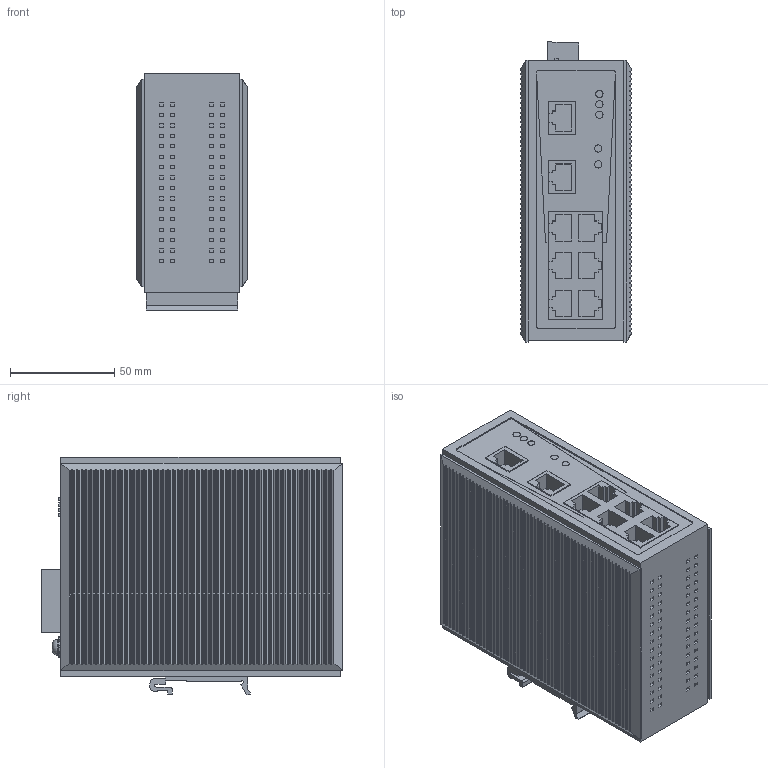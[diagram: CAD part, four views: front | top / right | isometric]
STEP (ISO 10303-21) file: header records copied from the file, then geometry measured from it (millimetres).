
FILE_DESCRIPTION(('CATIA V5 STEP Exchange','CAx-IF Rec.Pracs.--- Model Styling and Organization---1.4--- 2014-01-23'),'2;1');
FILE_NAME ('D1403873_2_1240940000_S3D_IE_SW_VL08_VL08T_8TX.stp','2020-04-01T10:57:07+00:00',('none'),('Weidmueller'),'CATIA Version 5-6 Release 2016 SP3 HF44','CATIA V5 STEP AP214','none');
FILE_SCHEMA(('AUTOMOTIVE_DESIGN { 1 0 10303 214 1 1 1 1 }'));
Products named in the file (1): 1240940000
Bounding box: 52.85 x 144.19 x 113.8 mm (x, y, z)
Volume: 724143.4 mm3; surface area: 139281.4 mm2
Topology: 27 solids, 27 shells, 1611 faces, 4235 edges, 2816 vertices
Faces by surface type: plane 1227, extrusion 289, cylinder 93, torus 2
Entity records: 56592 total; most frequent: CARTESIAN_POINT 17965, ORIENTED_EDGE 8470, DIRECTION 5698, EDGE_CURVE 4235, VECTOR 3674, LINE 3385, VERTEX_POINT 2816, EDGE_LOOP 1763
